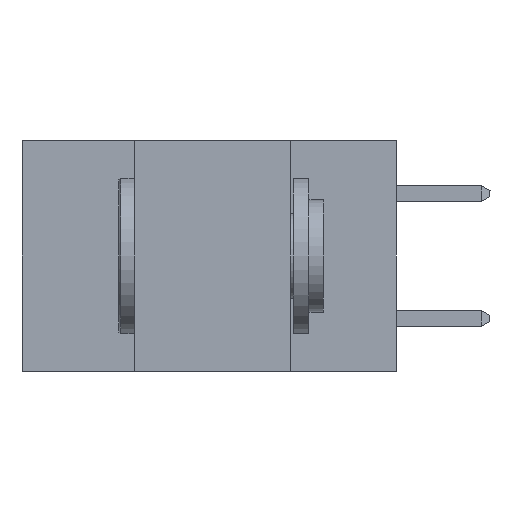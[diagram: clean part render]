
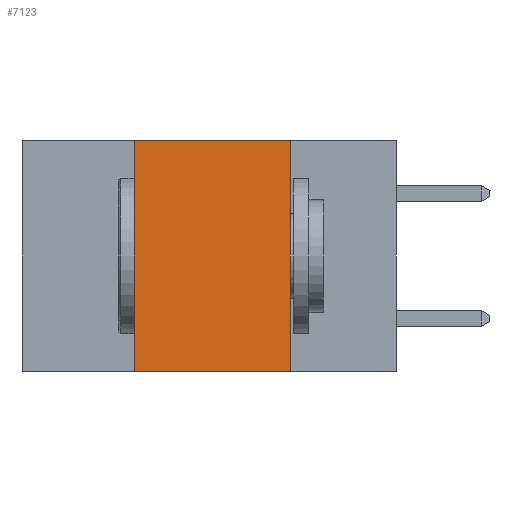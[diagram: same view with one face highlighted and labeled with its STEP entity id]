
A CAD part, left-side view. The second image highlights one B-rep face of the part: STEP entity #7123.
In plain terms, the highlighted planar face has unit normal (-1, 0, 0).
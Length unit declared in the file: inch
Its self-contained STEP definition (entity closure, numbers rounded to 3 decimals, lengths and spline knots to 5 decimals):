
#183 = VECTOR ( 'NONE', #17228, 39.37008 ) ;
#226 = ORIENTED_EDGE ( 'NONE', *, *, #8754, .F. ) ;
#1284 = VERTEX_POINT ( 'NONE', #2742 ) ;
#1635 = CARTESIAN_POINT ( 'NONE',  ( 0., 0.17, 0. ) ) ;
#2742 = CARTESIAN_POINT ( 'NONE',  ( 0., 0.42, 0. ) ) ;
#3500 = EDGE_LOOP ( 'NONE', ( #226, #25310, #18864, #3773 ) ) ;
#3773 = ORIENTED_EDGE ( 'NONE', *, *, #6514, .T. ) ;
#3982 = CARTESIAN_POINT ( 'NONE',  ( 0., 0.17, -0.37 ) ) ;
#6257 = LINE ( 'NONE', #1635, #22674 ) ;
#6514 = EDGE_CURVE ( 'NONE', #13191, #17995, #19458, .T. ) ;
#7123 = ADVANCED_FACE ( 'NONE', ( #14510 ), #13892, .F. ) ;
#7998 = EDGE_CURVE ( 'NONE', #1284, #30534, #17347, .T. ) ;
#8754 = EDGE_CURVE ( 'NONE', #30534, #17995, #6257, .T. ) ;
#10348 = VECTOR ( 'NONE', #29303, 39.37008 ) ;
#10444 = AXIS2_PLACEMENT_3D ( 'NONE', #32348, #24252, #11484 ) ;
#11484 = DIRECTION ( 'NONE',  ( 0., 0., -1. ) ) ;
#13191 = VERTEX_POINT ( 'NONE', #17472 ) ;
#13892 = PLANE ( 'NONE',  #10444 ) ;
#14510 = FACE_OUTER_BOUND ( 'NONE', #3500, .T. ) ;
#17228 = DIRECTION ( 'NONE',  ( 0., -1., 0. ) ) ;
#17347 = LINE ( 'NONE', #31872, #10348 ) ;
#17472 = CARTESIAN_POINT ( 'NONE',  ( 0., 0.42, -0.37 ) ) ;
#17561 = CARTESIAN_POINT ( 'NONE',  ( 0., 0.6, -0.37 ) ) ;
#17995 = VERTEX_POINT ( 'NONE', #3982 ) ;
#18864 = ORIENTED_EDGE ( 'NONE', *, *, #31460, .F. ) ;
#19458 = LINE ( 'NONE', #17561, #183 ) ;
#22674 = VECTOR ( 'NONE', #33300, 39.37008 ) ;
#22797 = LINE ( 'NONE', #31126, #31900 ) ;
#23336 = CARTESIAN_POINT ( 'NONE',  ( 0., 0.17, 0. ) ) ;
#24190 = DIRECTION ( 'NONE',  ( 0., 0., 1. ) ) ;
#24252 = DIRECTION ( 'NONE',  ( 1., 0., 0. ) ) ;
#25310 = ORIENTED_EDGE ( 'NONE', *, *, #7998, .F. ) ;
#29303 = DIRECTION ( 'NONE',  ( 0., -1., 0. ) ) ;
#30534 = VERTEX_POINT ( 'NONE', #23336 ) ;
#31126 = CARTESIAN_POINT ( 'NONE',  ( 0., 0.42, 0. ) ) ;
#31460 = EDGE_CURVE ( 'NONE', #13191, #1284, #22797, .T. ) ;
#31872 = CARTESIAN_POINT ( 'NONE',  ( 0., 0.6, 0. ) ) ;
#31900 = VECTOR ( 'NONE', #24190, 39.37008 ) ;
#32348 = CARTESIAN_POINT ( 'NONE',  ( 0., 0.6, 0. ) ) ;
#33300 = DIRECTION ( 'NONE',  ( 0., 0., -1. ) ) ;
